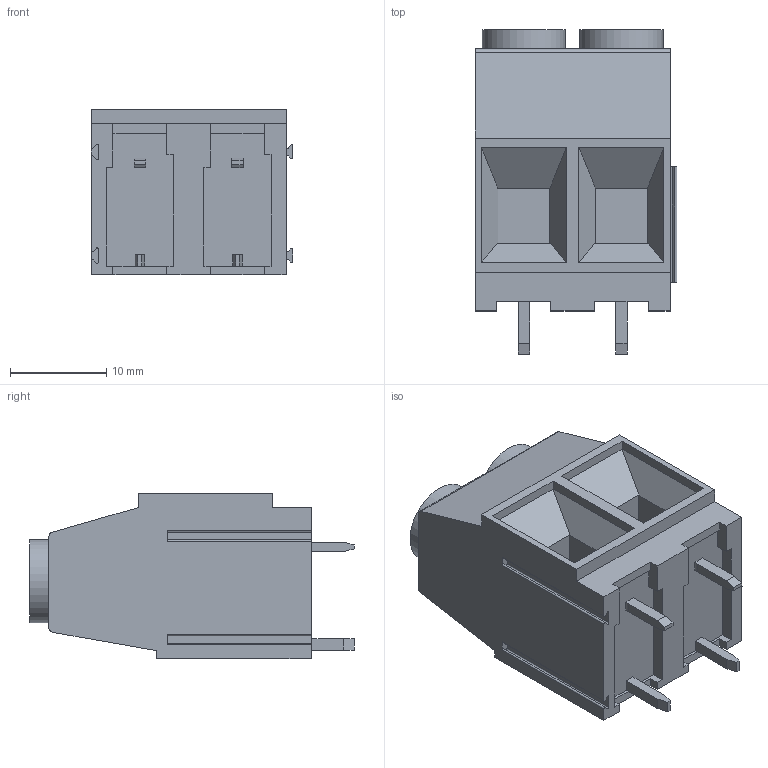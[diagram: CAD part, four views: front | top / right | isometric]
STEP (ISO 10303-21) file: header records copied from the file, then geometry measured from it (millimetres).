
FILE_DESCRIPTION( ( 'STEP AP214' ), '1' );
FILE_NAME( ' ', ' ', ( ' ' ), ( ' ' ), 'PSStep 11.0', 'VISI 17.0', ' ' );
FILE_SCHEMA( ( 'AUTOMOTIVE_DESIGN { 1 0 10303 214 1 1 1 1 }' ) );
Length unit declared in the file: millimetre
Products named in the file (1): 1
Bounding box: 21.02 x 33.8 x 17.25 mm (x, y, z)
Volume: 6892.7 mm3; surface area: 4126.9 mm2
Topology: 1 solids, 1 shells, 216 faces, 594 edges, 390 vertices
Faces by surface type: plane 178, cylinder 36, cone 2
Full cylindrical faces by diameter (mm): 7.2 x2, 7.5 x2, 8.66 x2
Entity records: 8441 total; most frequent: CARTESIAN_POINT 1185, ORIENTED_EDGE 1164, DIRECTION 1094, EDGE_CURVE 582, LINE 504, VECTOR 504, VERTEX_POINT 386, AXIS2_PLACEMENT_3D 295
